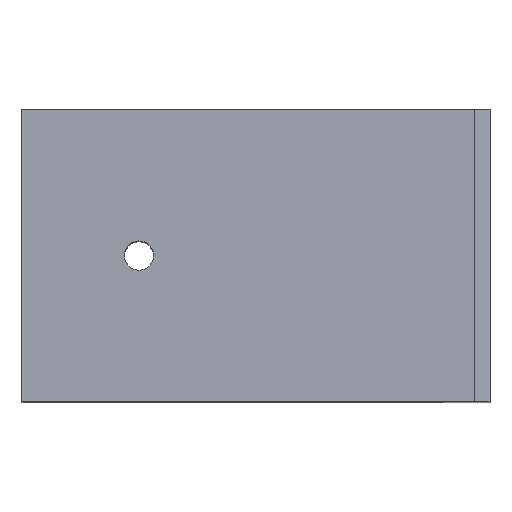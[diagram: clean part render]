
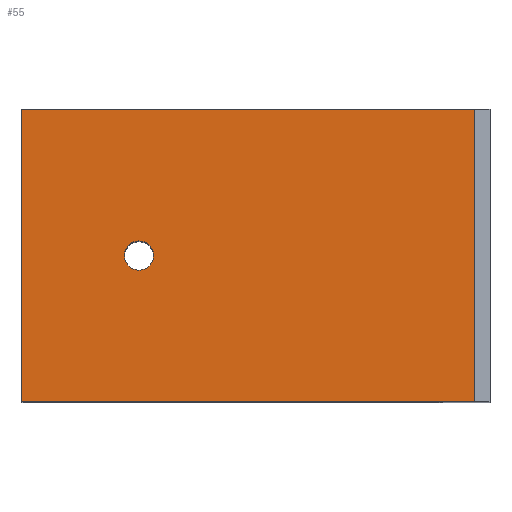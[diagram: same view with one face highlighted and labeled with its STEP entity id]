
A CAD part, top view. The second image highlights one B-rep face of the part: STEP entity #55.
In plain terms, the highlighted planar face has unit normal (0, 0, 1).
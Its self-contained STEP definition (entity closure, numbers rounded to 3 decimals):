
#27 = AXIS2_PLACEMENT_3D ( 'NONE', #173, #224, #628 ) ;
#31 = LINE ( 'NONE', #165, #117 ) ;
#53 = CARTESIAN_POINT ( 'NONE',  ( 10., 12.5, 22.25 ) ) ;
#55 = ADVANCED_FACE ( 'NONE', ( #155, #305 ), #295, .F. ) ;
#70 = LINE ( 'NONE', #579, #190 ) ;
#74 = LINE ( 'NONE', #463, #524 ) ;
#79 = DIRECTION ( 'NONE',  ( 0., -1., 0. ) ) ;
#89 = VERTEX_POINT ( 'NONE', #299 ) ;
#90 = VERTEX_POINT ( 'NONE', #401 ) ;
#114 = AXIS2_PLACEMENT_3D ( 'NONE', #398, #645, #451 ) ;
#117 = VECTOR ( 'NONE', #256, 1000. ) ;
#128 = CARTESIAN_POINT ( 'NONE',  ( 0., 25., 22.25 ) ) ;
#155 = FACE_BOUND ( 'NONE', #425, .T. ) ;
#156 = DIRECTION ( 'NONE',  ( 1., 0., 0. ) ) ;
#165 = CARTESIAN_POINT ( 'NONE',  ( 0., 25., 22.25 ) ) ;
#168 = ORIENTED_EDGE ( 'NONE', *, *, #422, .F. ) ;
#173 = CARTESIAN_POINT ( 'NONE',  ( 10., 12.5, 22.25 ) ) ;
#190 = VECTOR ( 'NONE', #636, 1000. ) ;
#201 = CARTESIAN_POINT ( 'NONE',  ( 38.647, 0., 22.25 ) ) ;
#224 = DIRECTION ( 'NONE',  ( 0., 0., 1. ) ) ;
#241 = EDGE_CURVE ( 'NONE', #304, #330, #74, .T. ) ;
#242 = VERTEX_POINT ( 'NONE', #459 ) ;
#256 = DIRECTION ( 'NONE',  ( 1., 0., 0. ) ) ;
#281 = CARTESIAN_POINT ( 'NONE',  ( 8.75, 12.5, 22.25 ) ) ;
#295 = PLANE ( 'NONE',  #114 ) ;
#299 = CARTESIAN_POINT ( 'NONE',  ( 38.647, 25., 22.25 ) ) ;
#304 = VERTEX_POINT ( 'NONE', #506 ) ;
#305 = FACE_OUTER_BOUND ( 'NONE', #545, .T. ) ;
#312 = CIRCLE ( 'NONE', #27, 1.25 ) ;
#328 = EDGE_CURVE ( 'NONE', #389, #242, #458, .T. ) ;
#330 = VERTEX_POINT ( 'NONE', #201 ) ;
#360 = EDGE_CURVE ( 'NONE', #90, #89, #31, .T. ) ;
#389 = VERTEX_POINT ( 'NONE', #281 ) ;
#398 = CARTESIAN_POINT ( 'NONE',  ( 0., 25., 22.25 ) ) ;
#401 = CARTESIAN_POINT ( 'NONE',  ( 0., 25., 22.25 ) ) ;
#407 = DIRECTION ( 'NONE',  ( 0., 0., 1. ) ) ;
#422 = EDGE_CURVE ( 'NONE', #242, #389, #312, .T. ) ;
#425 = EDGE_LOOP ( 'NONE', ( #168, #582 ) ) ;
#432 = AXIS2_PLACEMENT_3D ( 'NONE', #53, #407, #616 ) ;
#450 = ORIENTED_EDGE ( 'NONE', *, *, #241, .T. ) ;
#451 = DIRECTION ( 'NONE',  ( -1., 0., 0. ) ) ;
#458 = CIRCLE ( 'NONE', #432, 1.25 ) ;
#459 = CARTESIAN_POINT ( 'NONE',  ( 11.25, 12.5, 22.25 ) ) ;
#463 = CARTESIAN_POINT ( 'NONE',  ( 0., 0., 22.25 ) ) ;
#483 = VECTOR ( 'NONE', #79, 1000. ) ;
#493 = ORIENTED_EDGE ( 'NONE', *, *, #510, .T. ) ;
#506 = CARTESIAN_POINT ( 'NONE',  ( 0., 0., 22.25 ) ) ;
#510 = EDGE_CURVE ( 'NONE', #90, #304, #635, .T. ) ;
#524 = VECTOR ( 'NONE', #156, 1000. ) ;
#545 = EDGE_LOOP ( 'NONE', ( #450, #634, #625, #493 ) ) ;
#579 = CARTESIAN_POINT ( 'NONE',  ( 38.647, 25., 22.25 ) ) ;
#581 = EDGE_CURVE ( 'NONE', #89, #330, #70, .T. ) ;
#582 = ORIENTED_EDGE ( 'NONE', *, *, #328, .F. ) ;
#616 = DIRECTION ( 'NONE',  ( 1., 0., 0. ) ) ;
#625 = ORIENTED_EDGE ( 'NONE', *, *, #360, .F. ) ;
#628 = DIRECTION ( 'NONE',  ( 1., 0., 0. ) ) ;
#634 = ORIENTED_EDGE ( 'NONE', *, *, #581, .F. ) ;
#635 = LINE ( 'NONE', #128, #483 ) ;
#636 = DIRECTION ( 'NONE',  ( 0., -1., 0. ) ) ;
#645 = DIRECTION ( 'NONE',  ( 0., 0., -1. ) ) ;
